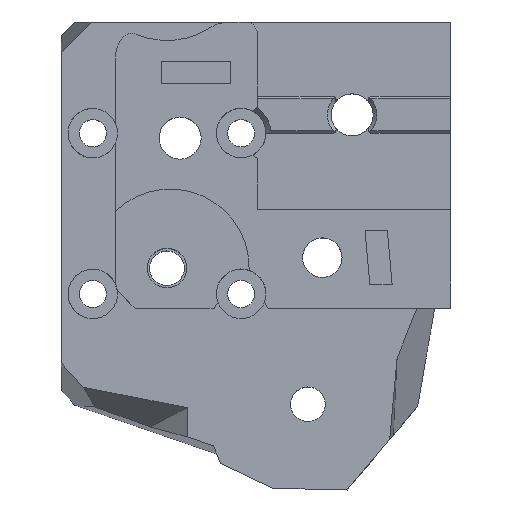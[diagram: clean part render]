
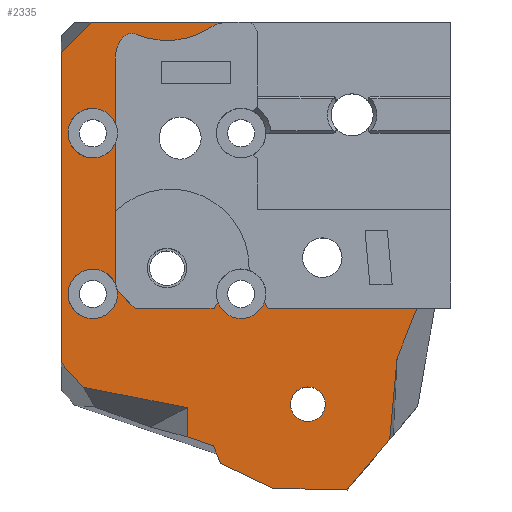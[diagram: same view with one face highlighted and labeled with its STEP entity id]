
A CAD part, top view. The second image highlights one B-rep face of the part: STEP entity #2335.
In plain terms, the highlighted planar face has unit normal (0, 0, 1).
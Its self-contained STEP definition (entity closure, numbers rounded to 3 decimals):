
#52=FACE_BOUND('',#402,.T.);
#114=CIRCLE('',#2423,2.);
#120=CIRCLE('',#2435,3.);
#123=CIRCLE('',#2439,1.);
#124=CIRCLE('',#2441,6.35);
#126=CIRCLE('',#2444,3.);
#157=CIRCLE('',#2517,1.4);
#169=CIRCLE('',#2532,2.);
#171=CIRCLE('',#2534,2.);
#172=CIRCLE('',#2547,2.);
#258=FACE_OUTER_BOUND('',#401,.T.);
#401=EDGE_LOOP('',(#1923,#1924,#1925,#1926,#1927,#1928,#1929,#1930,#1931,
#1932,#1933,#1934,#1935,#1936,#1937,#1938,#1939,#1940,#1941,#1942,#1943,
#1944,#1945,#1946,#1947,#1948,#1949,#1950));
#402=EDGE_LOOP('',(#1951));
#450=LINE('',#3277,#690);
#511=LINE('',#3469,#751);
#518=LINE('',#3491,#758);
#524=LINE('',#3504,#764);
#543=LINE('',#3566,#783);
#548=LINE('',#3575,#788);
#616=LINE('',#3804,#856);
#621=LINE('',#3813,#861);
#625=LINE('',#3820,#865);
#628=LINE('',#3826,#868);
#633=LINE('',#3837,#873);
#636=LINE('',#3843,#876);
#641=LINE('',#3852,#881);
#645=LINE('',#3859,#885);
#646=LINE('',#3862,#886);
#648=LINE('',#3865,#888);
#649=LINE('',#3867,#889);
#650=LINE('',#3868,#890);
#651=LINE('',#3870,#891);
#652=LINE('',#3871,#892);
#690=VECTOR('',#2603,5.156);
#751=VECTOR('',#2752,6.381);
#758=VECTOR('',#2773,2.04);
#764=VECTOR('',#2781,11.362);
#783=VECTOR('',#2842,12.011);
#788=VECTOR('',#2849,11.172);
#856=VECTOR('',#3077,2.668);
#861=VECTOR('',#3084,25.105);
#865=VECTOR('',#3090,3.473);
#868=VECTOR('',#3095,8.546);
#873=VECTOR('',#3104,2.36);
#876=VECTOR('',#3109,1.533);
#881=VECTOR('',#3116,5.997);
#885=VECTOR('',#3122,5.343);
#886=VECTOR('',#3125,6.6);
#888=VECTOR('',#3129,4.682);
#889=VECTOR('',#3132,0.569);
#890=VECTOR('',#3133,0.569);
#891=VECTOR('',#3136,2.237);
#892=VECTOR('',#3137,4.331);
#927=VERTEX_POINT('',#3270);
#930=VERTEX_POINT('',#3275);
#1007=VERTEX_POINT('',#3459);
#1008=VERTEX_POINT('',#3461);
#1010=VERTEX_POINT('',#3467);
#1011=VERTEX_POINT('',#3468);
#1019=VERTEX_POINT('',#3489);
#1020=VERTEX_POINT('',#3493);
#1025=VERTEX_POINT('',#3502);
#1026=VERTEX_POINT('',#3506);
#1029=VERTEX_POINT('',#3514);
#1030=VERTEX_POINT('',#3518);
#1033=VERTEX_POINT('',#3525);
#1046=VERTEX_POINT('',#3563);
#1047=VERTEX_POINT('',#3565);
#1050=VERTEX_POINT('',#3573);
#1092=VERTEX_POINT('',#3735);
#1116=VERTEX_POINT('',#3788);
#1121=VERTEX_POINT('',#3801);
#1122=VERTEX_POINT('',#3803);
#1125=VERTEX_POINT('',#3810);
#1129=VERTEX_POINT('',#3824);
#1133=VERTEX_POINT('',#3836);
#1134=VERTEX_POINT('',#3840);
#1135=VERTEX_POINT('',#3842);
#1137=VERTEX_POINT('',#3848);
#1138=VERTEX_POINT('',#3850);
#1140=VERTEX_POINT('',#3857);
#1141=VERTEX_POINT('',#3861);
#1152=EDGE_CURVE('',#930,#927,#450,.T.);
#1239=EDGE_CURVE('',#1007,#1008,#114,.T.);
#1242=EDGE_CURVE('',#1010,#1011,#511,.T.);
#1253=EDGE_CURVE('',#1019,#1010,#518,.T.);
#1259=EDGE_CURVE('',#1025,#1020,#524,.T.);
#1261=EDGE_CURVE('',#1026,#930,#120,.T.);
#1265=EDGE_CURVE('',#1029,#1026,#123,.T.);
#1266=EDGE_CURVE('',#1029,#1030,#124,.T.);
#1270=EDGE_CURVE('',#1033,#1030,#126,.T.);
#1291=EDGE_CURVE('',#1046,#1047,#543,.T.);
#1296=EDGE_CURVE('',#1033,#1050,#548,.T.);
#1375=EDGE_CURVE('',#1092,#1092,#157,.T.);
#1401=EDGE_CURVE('',#1116,#1019,#169,.T.);
#1403=EDGE_CURVE('',#1020,#1116,#171,.T.);
#1408=EDGE_CURVE('',#1121,#1122,#616,.T.);
#1413=EDGE_CURVE('',#1122,#1125,#621,.T.);
#1417=EDGE_CURVE('',#1125,#1050,#625,.T.);
#1420=EDGE_CURVE('',#1129,#1121,#628,.T.);
#1425=EDGE_CURVE('',#1129,#1133,#633,.T.);
#1428=EDGE_CURVE('',#1134,#1135,#636,.T.);
#1433=EDGE_CURVE('',#1138,#1137,#641,.T.);
#1437=EDGE_CURVE('',#1140,#1138,#645,.T.);
#1438=EDGE_CURVE('',#1140,#1141,#646,.T.);
#1440=EDGE_CURVE('',#1137,#1134,#648,.T.);
#1441=EDGE_CURVE('',#1046,#1008,#649,.T.);
#1442=EDGE_CURVE('',#1007,#1011,#650,.T.);
#1443=EDGE_CURVE('',#927,#1025,#172,.T.);
#1444=EDGE_CURVE('',#1135,#1133,#651,.T.);
#1445=EDGE_CURVE('',#1047,#1141,#652,.T.);
#1923=ORIENTED_EDGE('',*,*,#1291,.F.);
#1924=ORIENTED_EDGE('',*,*,#1441,.T.);
#1925=ORIENTED_EDGE('',*,*,#1239,.F.);
#1926=ORIENTED_EDGE('',*,*,#1442,.T.);
#1927=ORIENTED_EDGE('',*,*,#1242,.F.);
#1928=ORIENTED_EDGE('',*,*,#1253,.F.);
#1929=ORIENTED_EDGE('',*,*,#1401,.F.);
#1930=ORIENTED_EDGE('',*,*,#1403,.F.);
#1931=ORIENTED_EDGE('',*,*,#1259,.F.);
#1932=ORIENTED_EDGE('',*,*,#1443,.F.);
#1933=ORIENTED_EDGE('',*,*,#1152,.F.);
#1934=ORIENTED_EDGE('',*,*,#1261,.F.);
#1935=ORIENTED_EDGE('',*,*,#1265,.F.);
#1936=ORIENTED_EDGE('',*,*,#1266,.T.);
#1937=ORIENTED_EDGE('',*,*,#1270,.F.);
#1938=ORIENTED_EDGE('',*,*,#1296,.T.);
#1939=ORIENTED_EDGE('',*,*,#1417,.F.);
#1940=ORIENTED_EDGE('',*,*,#1413,.F.);
#1941=ORIENTED_EDGE('',*,*,#1408,.F.);
#1942=ORIENTED_EDGE('',*,*,#1420,.F.);
#1943=ORIENTED_EDGE('',*,*,#1425,.T.);
#1944=ORIENTED_EDGE('',*,*,#1444,.F.);
#1945=ORIENTED_EDGE('',*,*,#1428,.F.);
#1946=ORIENTED_EDGE('',*,*,#1440,.F.);
#1947=ORIENTED_EDGE('',*,*,#1433,.F.);
#1948=ORIENTED_EDGE('',*,*,#1437,.F.);
#1949=ORIENTED_EDGE('',*,*,#1438,.T.);
#1950=ORIENTED_EDGE('',*,*,#1445,.F.);
#1951=ORIENTED_EDGE('',*,*,#1375,.T.);
#2230=PLANE('',#2546);
#2335=ADVANCED_FACE('',(#258,#52),#2230,.F.);
#2423=AXIS2_PLACEMENT_3D('',#3462,#2745,#2746);
#2435=AXIS2_PLACEMENT_3D('',#3509,#2785,#2786);
#2439=AXIS2_PLACEMENT_3D('',#3516,#2794,#2795);
#2441=AXIS2_PLACEMENT_3D('',#3519,#2798,#2799);
#2444=AXIS2_PLACEMENT_3D('',#3527,#2806,#2807);
#2517=AXIS2_PLACEMENT_3D('',#3737,#3021,#3022);
#2532=AXIS2_PLACEMENT_3D('',#3790,#3065,#3066);
#2534=AXIS2_PLACEMENT_3D('',#3792,#3069,#3070);
#2546=AXIS2_PLACEMENT_3D('',#3866,#3130,#3131);
#2547=AXIS2_PLACEMENT_3D('',#3869,#3134,#3135);
#2603=DIRECTION('',(0.,-1.,0.));
#2745=DIRECTION('center_axis',(0.,0.,1.));
#2746=DIRECTION('ref_axis',(1.,0.,0.));
#2752=DIRECTION('',(1.,0.,0.));
#2773=DIRECTION('',(0.707,-0.707,0.));
#2781=DIRECTION('',(0.,-1.,0.));
#2785=DIRECTION('center_axis',(0.,0.,1.));
#2786=DIRECTION('ref_axis',(-1.,0.,0.));
#2794=DIRECTION('center_axis',(0.,0.,1.));
#2795=DIRECTION('ref_axis',(-1.,0.,0.));
#2798=DIRECTION('center_axis',(0.,0.,1.));
#2799=DIRECTION('ref_axis',(1.,0.,0.));
#2806=DIRECTION('center_axis',(0.,0.,1.));
#2807=DIRECTION('ref_axis',(1.,0.,0.));
#2842=DIRECTION('',(1.,0.,0.));
#2849=DIRECTION('',(-1.,0.,0.));
#3021=DIRECTION('center_axis',(0.,0.,-1.));
#3022=DIRECTION('ref_axis',(1.,0.,0.));
#3065=DIRECTION('center_axis',(0.,0.,1.));
#3066=DIRECTION('ref_axis',(1.,0.,0.));
#3069=DIRECTION('center_axis',(0.,0.,1.));
#3070=DIRECTION('ref_axis',(1.,0.,0.));
#3077=DIRECTION('',(-0.676,0.737,0.));
#3084=DIRECTION('',(0.,1.,0.));
#3090=DIRECTION('',(0.707,0.707,0.));
#3095=DIRECTION('',(-0.981,0.193,0.));
#3104=DIRECTION('',(0.,-1.,0.));
#3109=DIRECTION('',(-0.386,0.923,0.));
#3116=DIRECTION('',(-1.,0.024,0.));
#3122=DIRECTION('',(-0.644,-0.765,0.));
#3125=DIRECTION('',(0.091,0.996,0.));
#3129=DIRECTION('',(-0.903,0.431,0.));
#3130=DIRECTION('center_axis',(0.,0.,-1.));
#3131=DIRECTION('ref_axis',(0.,-1.,0.));
#3132=DIRECTION('',(-0.569,0.823,0.));
#3133=DIRECTION('',(-0.569,-0.823,0.));
#3134=DIRECTION('center_axis',(0.,0.,1.));
#3135=DIRECTION('ref_axis',(1.,0.,0.));
#3136=DIRECTION('',(-0.946,0.325,0.));
#3137=DIRECTION('',(-0.369,-0.93,0.));
#3270=CARTESIAN_POINT('',(-111.675,-9.201,77.029));
#3275=CARTESIAN_POINT('',(-111.675,-4.045,77.029));
#3277=CARTESIAN_POINT('',(-111.675,-4.045,77.029));
#3459=CARTESIAN_POINT('',(-103.371,-23.727,77.029));
#3461=CARTESIAN_POINT('',(-99.629,-23.727,77.029));
#3462=CARTESIAN_POINT('Origin',(-101.5,-23.02,77.029));
#3467=CARTESIAN_POINT('',(-110.075,-24.195,77.029));
#3468=CARTESIAN_POINT('',(-103.694,-24.195,77.029));
#3469=CARTESIAN_POINT('',(-110.075,-24.195,77.029));
#3489=CARTESIAN_POINT('',(-111.518,-22.752,77.029));
#3491=CARTESIAN_POINT('',(-111.518,-22.752,77.029));
#3493=CARTESIAN_POINT('',(-111.675,-22.201,77.029));
#3502=CARTESIAN_POINT('',(-111.675,-10.839,77.029));
#3504=CARTESIAN_POINT('',(-111.675,-10.839,77.029));
#3506=CARTESIAN_POINT('',(-111.201,-2.425,77.029));
#3509=CARTESIAN_POINT('Origin',(-108.675,-4.045,77.029));
#3514=CARTESIAN_POINT('',(-109.97,-2.044,77.029));
#3516=CARTESIAN_POINT('Origin',(-110.359,-2.965,77.029));
#3518=CARTESIAN_POINT('',(-104.052,-1.526,77.029));
#3519=CARTESIAN_POINT('Origin',(-107.5,3.806,77.029));
#3525=CARTESIAN_POINT('',(-102.422,-1.045,77.029));
#3527=CARTESIAN_POINT('Origin',(-102.422,-4.045,77.029));
#3563=CARTESIAN_POINT('',(-99.306,-24.195,77.029));
#3565=CARTESIAN_POINT('',(-87.295,-24.195,77.029));
#3566=CARTESIAN_POINT('',(-99.306,-24.195,77.029));
#3573=CARTESIAN_POINT('',(-113.595,-1.045,77.029));
#3575=CARTESIAN_POINT('',(-102.422,-1.045,77.029));
#3735=CARTESIAN_POINT('',(-94.701,-31.943,77.029));
#3737=CARTESIAN_POINT('Origin',(-96.101,-31.943,77.029));
#3788=CARTESIAN_POINT('',(-111.5,-23.02,77.029));
#3790=CARTESIAN_POINT('Origin',(-113.5,-23.02,77.029));
#3792=CARTESIAN_POINT('Origin',(-113.5,-23.02,77.029));
#3801=CARTESIAN_POINT('',(-114.248,-30.572,77.029));
#3803=CARTESIAN_POINT('',(-116.05,-28.605,77.029));
#3804=CARTESIAN_POINT('',(-114.248,-30.572,77.029));
#3810=CARTESIAN_POINT('',(-116.05,-3.5,77.029));
#3813=CARTESIAN_POINT('',(-116.05,-28.605,77.029));
#3820=CARTESIAN_POINT('',(-116.05,-3.5,77.029));
#3824=CARTESIAN_POINT('',(-105.862,-32.218,77.029));
#3826=CARTESIAN_POINT('',(-105.862,-32.218,77.029));
#3836=CARTESIAN_POINT('',(-105.862,-34.578,77.029));
#3837=CARTESIAN_POINT('',(-105.862,-32.218,77.029));
#3840=CARTESIAN_POINT('',(-103.155,-36.72,77.029));
#3842=CARTESIAN_POINT('',(-103.746,-35.306,77.029));
#3843=CARTESIAN_POINT('',(-103.155,-36.72,77.029));
#3848=CARTESIAN_POINT('',(-98.929,-38.736,77.029));
#3850=CARTESIAN_POINT('',(-92.934,-38.879,77.029));
#3852=CARTESIAN_POINT('',(-92.934,-38.879,77.029));
#3857=CARTESIAN_POINT('',(-89.491,-34.793,77.029));
#3859=CARTESIAN_POINT('',(-89.491,-34.793,77.029));
#3861=CARTESIAN_POINT('',(-88.891,-28.22,77.029));
#3862=CARTESIAN_POINT('',(-89.491,-34.793,77.029));
#3865=CARTESIAN_POINT('',(-98.929,-38.736,77.029));
#3866=CARTESIAN_POINT('Origin',(-108.584,-18.791,77.029));
#3867=CARTESIAN_POINT('',(-99.306,-24.195,77.029));
#3868=CARTESIAN_POINT('',(-103.371,-23.727,77.029));
#3869=CARTESIAN_POINT('Origin',(-113.5,-10.02,77.029));
#3870=CARTESIAN_POINT('',(-103.746,-35.306,77.029));
#3871=CARTESIAN_POINT('',(-87.295,-24.195,77.029));
